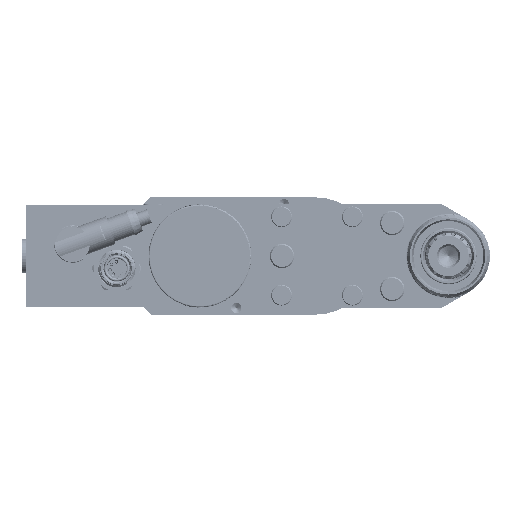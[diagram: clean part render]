
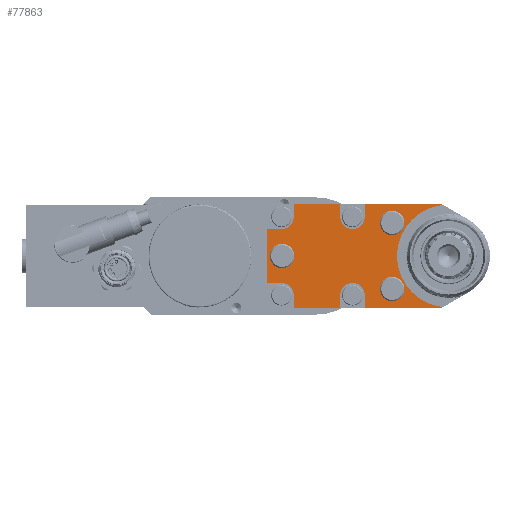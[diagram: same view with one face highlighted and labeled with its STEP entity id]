
A CAD part, left-side view. The second image highlights one B-rep face of the part: STEP entity #77863.
In plain terms, the highlighted planar face has unit normal (-1, 0, 0).
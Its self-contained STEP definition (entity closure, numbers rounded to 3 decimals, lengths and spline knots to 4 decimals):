
#3204=FACE_BOUND('',#13418,.T.);
#3205=FACE_BOUND('',#13419,.T.);
#3206=FACE_BOUND('',#13420,.T.);
#5158=PLANE('',#83763);
#9018=FACE_OUTER_BOUND('',#13417,.T.);
#13417=EDGE_LOOP('',(#67624,#67625,#67626,#67627,#67628,#67629,#67630,#67631,
#67632,#67633,#67634,#67635,#67636,#67637,#67638,#67639,#67640,#67641,#67642,
#67643));
#13418=EDGE_LOOP('',(#67644));
#13419=EDGE_LOOP('',(#67645));
#13420=EDGE_LOOP('',(#67646));
#16570=CIRCLE('',#83762,2.1);
#16571=CIRCLE('',#83764,0.5);
#16572=CIRCLE('',#83765,0.5);
#16573=CIRCLE('',#83766,0.5);
#16574=CIRCLE('',#83767,0.5);
#16575=CIRCLE('',#83768,0.3);
#16576=CIRCLE('',#83769,0.3);
#16577=CIRCLE('',#83770,0.3);
#24284=LINE('',#165407,#30447);
#24547=LINE('',#166643,#30710);
#24551=LINE('',#166679,#30714);
#24552=LINE('',#166681,#30715);
#24553=LINE('',#166685,#30716);
#24554=LINE('',#166687,#30717);
#24555=LINE('',#166689,#30718);
#24556=LINE('',#166693,#30719);
#24557=LINE('',#166695,#30720);
#24558=LINE('',#166697,#30721);
#24559=LINE('',#166701,#30722);
#24560=LINE('',#166703,#30723);
#24561=LINE('',#166705,#30724);
#24562=LINE('',#166709,#30725);
#24563=LINE('',#166710,#30726);
#30447=VECTOR('',#99459,0.0763);
#30710=VECTOR('',#100458,0.0763);
#30714=VECTOR('',#100492,3.1234);
#30715=VECTOR('',#100493,0.525);
#30716=VECTOR('',#100496,0.525);
#30717=VECTOR('',#100497,1.9);
#30718=VECTOR('',#100498,0.525);
#30719=VECTOR('',#100501,0.586);
#30720=VECTOR('',#100502,2.2);
#30721=VECTOR('',#100503,0.586);
#30722=VECTOR('',#100506,0.525);
#30723=VECTOR('',#100507,1.9);
#30724=VECTOR('',#100508,0.525);
#30725=VECTOR('',#100511,0.525);
#30726=VECTOR('',#100512,3.1234);
#37314=VERTEX_POINT('',#165404);
#37315=VERTEX_POINT('',#165406);
#37596=VERTEX_POINT('',#166640);
#37597=VERTEX_POINT('',#166642);
#37606=VERTEX_POINT('',#166678);
#37607=VERTEX_POINT('',#166680);
#37608=VERTEX_POINT('',#166682);
#37609=VERTEX_POINT('',#166684);
#37610=VERTEX_POINT('',#166686);
#37611=VERTEX_POINT('',#166688);
#37612=VERTEX_POINT('',#166690);
#37613=VERTEX_POINT('',#166692);
#37614=VERTEX_POINT('',#166694);
#37615=VERTEX_POINT('',#166696);
#37616=VERTEX_POINT('',#166698);
#37617=VERTEX_POINT('',#166700);
#37618=VERTEX_POINT('',#166702);
#37619=VERTEX_POINT('',#166704);
#37620=VERTEX_POINT('',#166706);
#37621=VERTEX_POINT('',#166708);
#37622=VERTEX_POINT('',#166711);
#37623=VERTEX_POINT('',#166713);
#37624=VERTEX_POINT('',#166715);
#47503=EDGE_CURVE('',#37314,#37315,#24284,.T.);
#47952=EDGE_CURVE('',#37596,#37597,#24547,.T.);
#47966=EDGE_CURVE('',#37597,#37314,#16570,.T.);
#47967=EDGE_CURVE('',#37606,#37596,#24551,.T.);
#47968=EDGE_CURVE('',#37607,#37606,#24552,.T.);
#47969=EDGE_CURVE('',#37608,#37607,#16571,.T.);
#47970=EDGE_CURVE('',#37608,#37609,#24553,.T.);
#47971=EDGE_CURVE('',#37610,#37609,#24554,.T.);
#47972=EDGE_CURVE('',#37611,#37610,#24555,.T.);
#47973=EDGE_CURVE('',#37612,#37611,#16572,.T.);
#47974=EDGE_CURVE('',#37612,#37613,#24556,.T.);
#47975=EDGE_CURVE('',#37614,#37613,#24557,.T.);
#47976=EDGE_CURVE('',#37615,#37614,#24558,.T.);
#47977=EDGE_CURVE('',#37616,#37615,#16573,.T.);
#47978=EDGE_CURVE('',#37616,#37617,#24559,.T.);
#47979=EDGE_CURVE('',#37618,#37617,#24560,.T.);
#47980=EDGE_CURVE('',#37619,#37618,#24561,.T.);
#47981=EDGE_CURVE('',#37620,#37619,#16574,.T.);
#47982=EDGE_CURVE('',#37620,#37621,#24562,.T.);
#47983=EDGE_CURVE('',#37315,#37621,#24563,.T.);
#47984=EDGE_CURVE('',#37622,#37622,#16575,.T.);
#47985=EDGE_CURVE('',#37623,#37623,#16576,.T.);
#47986=EDGE_CURVE('',#37624,#37624,#16577,.T.);
#67624=ORIENTED_EDGE('',*,*,#47952,.F.);
#67625=ORIENTED_EDGE('',*,*,#47967,.F.);
#67626=ORIENTED_EDGE('',*,*,#47968,.F.);
#67627=ORIENTED_EDGE('',*,*,#47969,.F.);
#67628=ORIENTED_EDGE('',*,*,#47970,.T.);
#67629=ORIENTED_EDGE('',*,*,#47971,.F.);
#67630=ORIENTED_EDGE('',*,*,#47972,.F.);
#67631=ORIENTED_EDGE('',*,*,#47973,.F.);
#67632=ORIENTED_EDGE('',*,*,#47974,.T.);
#67633=ORIENTED_EDGE('',*,*,#47975,.F.);
#67634=ORIENTED_EDGE('',*,*,#47976,.F.);
#67635=ORIENTED_EDGE('',*,*,#47977,.F.);
#67636=ORIENTED_EDGE('',*,*,#47978,.T.);
#67637=ORIENTED_EDGE('',*,*,#47979,.F.);
#67638=ORIENTED_EDGE('',*,*,#47980,.F.);
#67639=ORIENTED_EDGE('',*,*,#47981,.F.);
#67640=ORIENTED_EDGE('',*,*,#47982,.T.);
#67641=ORIENTED_EDGE('',*,*,#47983,.F.);
#67642=ORIENTED_EDGE('',*,*,#47503,.F.);
#67643=ORIENTED_EDGE('',*,*,#47966,.F.);
#67644=ORIENTED_EDGE('',*,*,#47984,.T.);
#67645=ORIENTED_EDGE('',*,*,#47985,.T.);
#67646=ORIENTED_EDGE('',*,*,#47986,.T.);
#77863=ADVANCED_FACE('',(#9018,#3204,#3205,#3206),#5158,.T.);
#83762=AXIS2_PLACEMENT_3D('',#166676,#100488,#100489);
#83763=AXIS2_PLACEMENT_3D('',#166677,#100490,#100491);
#83764=AXIS2_PLACEMENT_3D('',#166683,#100494,#100495);
#83765=AXIS2_PLACEMENT_3D('',#166691,#100499,#100500);
#83766=AXIS2_PLACEMENT_3D('',#166699,#100504,#100505);
#83767=AXIS2_PLACEMENT_3D('',#166707,#100509,#100510);
#83768=AXIS2_PLACEMENT_3D('',#166712,#100513,#100514);
#83769=AXIS2_PLACEMENT_3D('',#166714,#100515,#100516);
#83770=AXIS2_PLACEMENT_3D('',#166716,#100517,#100518);
#99459=DIRECTION('',(0.,0.866,-0.5));
#100458=DIRECTION('',(0.,-0.866,-0.5));
#100488=DIRECTION('center_axis',(-1.,0.,0.));
#100489=DIRECTION('ref_axis',(0.,1.,0.));
#100490=DIRECTION('center_axis',(-1.,0.,0.));
#100491=DIRECTION('ref_axis',(0.,0.,
1.));
#100492=DIRECTION('',(0.,-1.,0.));
#100493=DIRECTION('',(0.,0.,1.));
#100494=DIRECTION('center_axis',(-1.,0.,0.));
#100495=DIRECTION('ref_axis',(0.,0.,
-1.));
#100496=DIRECTION('',(0.,0.,1.));
#100497=DIRECTION('',(0.,-1.,0.));
#100498=DIRECTION('',(0.,0.,1.));
#100499=DIRECTION('center_axis',(-1.,0.,0.));
#100500=DIRECTION('ref_axis',(0.,0.,
-1.));
#100501=DIRECTION('',(0.,1.,0.));
#100502=DIRECTION('',(0.,0.,1.));
#100503=DIRECTION('',(0.,1.,0.));
#100504=DIRECTION('center_axis',(-1.,0.,0.));
#100505=DIRECTION('ref_axis',(0.,-1.,0.));
#100506=DIRECTION('',(0.,0.,-1.));
#100507=DIRECTION('',(0.,1.,0.));
#100508=DIRECTION('',(0.,0.,-1.));
#100509=DIRECTION('center_axis',(-1.,0.,0.));
#100510=DIRECTION('ref_axis',(0.,0.,
1.));
#100511=DIRECTION('',(0.,0.,-1.));
#100512=DIRECTION('',(0.,1.,0.));
#100513=DIRECTION('center_axis',(1.,0.,0.));
#100514=DIRECTION('ref_axis',(0.,-1.,0.));
#100515=DIRECTION('center_axis',(1.,0.,0.));
#100516=DIRECTION('ref_axis',(0.,-1.,0.));
#100517=DIRECTION('center_axis',(1.,0.,0.));
#100518=DIRECTION('ref_axis',(0.,-1.,0.));
#165404=CARTESIAN_POINT('',(-4.375,-4.9894,-2.0869));
#165406=CARTESIAN_POINT('',(-4.375,-4.9233,-2.125));
#165407=CARTESIAN_POINT('',(-4.375,-4.9894,-2.0869));
#166640=CARTESIAN_POINT('',(-4.375,-4.9233,2.125));
#166642=CARTESIAN_POINT('',(-4.375,-4.9894,2.0869));
#166643=CARTESIAN_POINT('',(-4.375,-4.9233,2.125));
#166676=CARTESIAN_POINT('Origin',(-4.375,-5.2239,0.));
#166677=CARTESIAN_POINT('Origin',(-4.375,-5.2239,0.));
#166678=CARTESIAN_POINT('',(-4.375,-1.7999,2.125));
#166679=CARTESIAN_POINT('',(-4.375,-1.7999,2.125));
#166680=CARTESIAN_POINT('',(-4.375,-1.7999,1.6));
#166681=CARTESIAN_POINT('',(-4.375,-1.7999,1.6));
#166682=CARTESIAN_POINT('',(-4.375,-0.7999,1.6));
#166683=CARTESIAN_POINT('Origin',(-4.375,-1.2999,1.6));
#166684=CARTESIAN_POINT('',(-4.375,-0.7999,2.125));
#166685=CARTESIAN_POINT('',(-4.375,-0.7999,1.6));
#166686=CARTESIAN_POINT('',(-4.375,1.1001,2.125));
#166687=CARTESIAN_POINT('',(-4.375,1.1001,2.125));
#166688=CARTESIAN_POINT('',(-4.375,1.1001,1.6));
#166689=CARTESIAN_POINT('',(-4.375,1.1001,1.6));
#166690=CARTESIAN_POINT('',(-4.375,1.6001,1.1));
#166691=CARTESIAN_POINT('Origin',(-4.375,1.6001,1.6));
#166692=CARTESIAN_POINT('',(-4.375,2.1861,1.1));
#166693=CARTESIAN_POINT('',(-4.375,1.6001,1.1));
#166694=CARTESIAN_POINT('',(-4.375,2.1861,-1.1));
#166695=CARTESIAN_POINT('',(-4.375,2.1861,-1.1));
#166696=CARTESIAN_POINT('',(-4.375,1.6001,-1.1));
#166697=CARTESIAN_POINT('',(-4.375,1.6001,-1.1));
#166698=CARTESIAN_POINT('',(-4.375,1.1001,-1.6));
#166699=CARTESIAN_POINT('Origin',(-4.375,1.6001,-1.6));
#166700=CARTESIAN_POINT('',(-4.375,1.1001,-2.125));
#166701=CARTESIAN_POINT('',(-4.375,1.1001,-1.6));
#166702=CARTESIAN_POINT('',(-4.375,-0.7999,-2.125));
#166703=CARTESIAN_POINT('',(-4.375,-0.7999,-2.125));
#166704=CARTESIAN_POINT('',(-4.375,-0.7999,-1.6));
#166705=CARTESIAN_POINT('',(-4.375,-0.7999,-1.6));
#166706=CARTESIAN_POINT('',(-4.375,-1.7999,-1.6));
#166707=CARTESIAN_POINT('Origin',(-4.375,-1.2999,-1.6));
#166708=CARTESIAN_POINT('',(-4.375,-1.7999,-2.125));
#166709=CARTESIAN_POINT('',(-4.375,-1.7999,-1.6));
#166710=CARTESIAN_POINT('',(-4.375,-4.9233,-2.125));
#166711=CARTESIAN_POINT('',(-4.375,-2.6239,-1.35));
#166712=CARTESIAN_POINT('Origin',(-4.375,-2.9239,-1.35));
#166713=CARTESIAN_POINT('',(-4.375,-2.6239,1.35));
#166714=CARTESIAN_POINT('Origin',(-4.375,-2.9239,1.35));
#166715=CARTESIAN_POINT('',(-4.375,1.8761,0.));
#166716=CARTESIAN_POINT('Origin',(-4.375,1.5761,0.));
